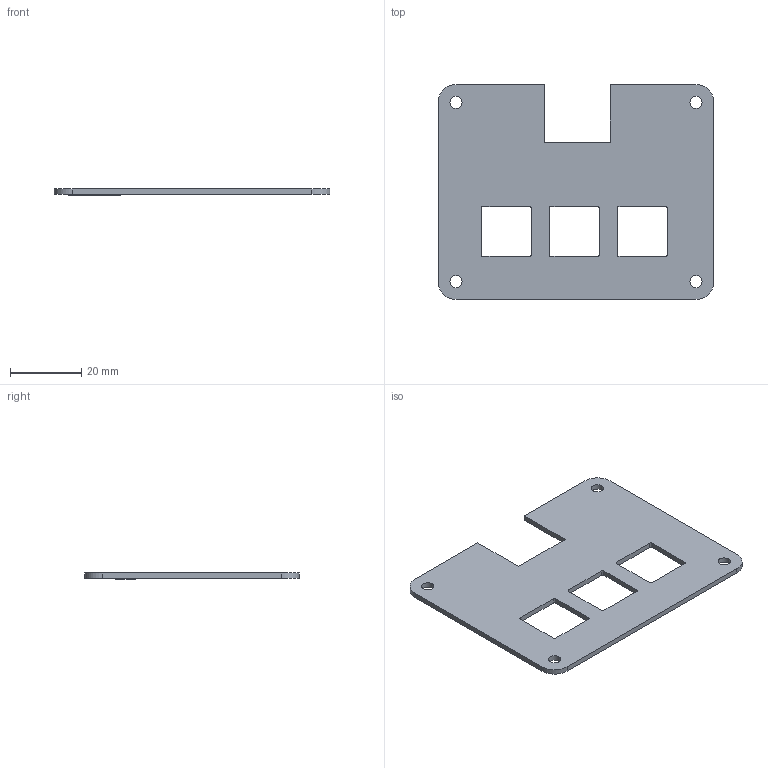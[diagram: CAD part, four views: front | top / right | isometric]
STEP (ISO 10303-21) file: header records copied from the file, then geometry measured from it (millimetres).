
FILE_DESCRIPTION(/* description */ ('','CAx-IF Rec.Pracs.---Representation and Presentation of Product Manufacturing Information (PMI)---4.0---2014-10-13'),/* implementation_level */ '2;1');
FILE_NAME(/* name */ 'keypad-top v7.step',/* time_stamp */ '2025-02-20T03:58:19-08:00',/* author */ (''),/* organization */ (''),/* preprocessor_version */ 'ST-DEVELOPER v20',/* originating_system */ 'Autodesk Translation Framework v13.20.0.188',/* authorisation */ '');
FILE_SCHEMA (('AP242_MANAGED_MODEL_BASED_3D_ENGINEERING_MIM_LF { 1 0 10303 442 1 1 4 }'));
Length unit declared in the file: millimetre
Products named in the file (1): keypad-top
Bounding box: 77.2 x 60.2 x 1.7 mm (x, y, z)
Volume: 5557.1 mm3; surface area: 8190.2 mm2
Topology: 1 solids, 1 shells, 376 faces, 1047 edges, 698 vertices
Faces by surface type: bspline 220, plane 136, cylinder 20
Full cylindrical faces by diameter (mm): 3.4 x4
Entity records: 14092 total; most frequent: CARTESIAN_POINT 5862, ORIENTED_EDGE 2094, EDGE_CURVE 1047, DIRECTION 961, VERTEX_POINT 698, LINE 567, VECTOR 567, B_SPLINE_CURVE_WITH_KNOTS 440
